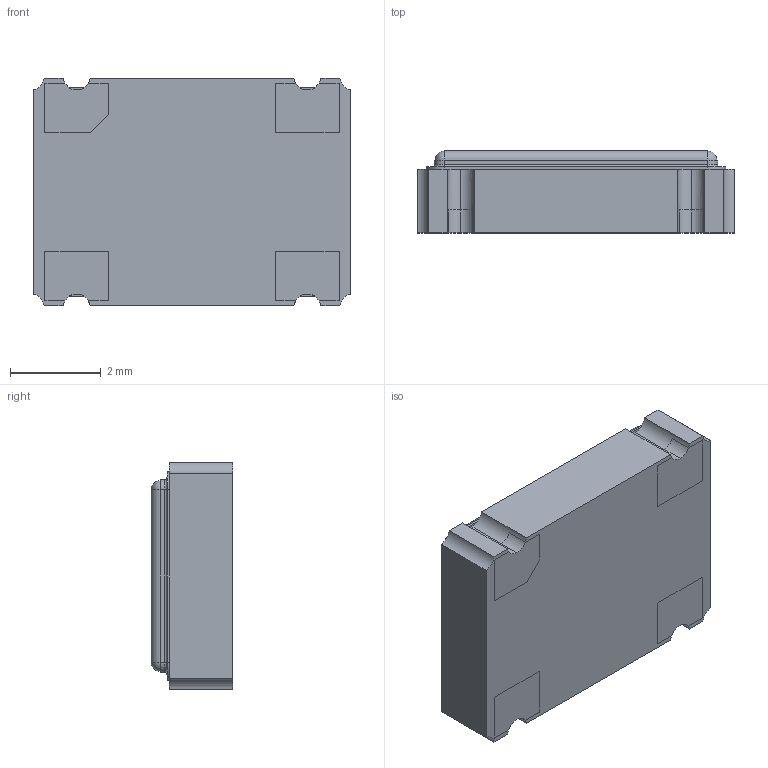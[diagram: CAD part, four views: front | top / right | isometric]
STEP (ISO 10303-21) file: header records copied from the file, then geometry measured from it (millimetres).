
FILE_DESCRIPTION (( 'STEP AP214' ), '1' );
FILE_NAME ('CB3LV-5I-25M0000.STEP', '2020-11-18T08:45:46', ( '' ), ( '' ), 'SwSTEP 2.0', 'SolidWorks 2017', '' );
FILE_SCHEMA (( 'AUTOMOTIVE_DESIGN' ));
Length unit declared in the file: millimetre
Products named in the file (1): CB3LV-5I-25M0000
Bounding box: 7 x 1.8 x 5 mm (x, y, z)
Volume: 58.6 mm3; surface area: 257.5 mm2
Topology: 8 solids, 8 shells, 141 faces, 350 edges, 224 vertices
Faces by surface type: plane 89, cylinder 44, torus 4, sphere 4
Entity records: 4237 total; most frequent: DIRECTION 730, CARTESIAN_POINT 712, ORIENTED_EDGE 692, EDGE_CURVE 346, LINE 246, VECTOR 246, AXIS2_PLACEMENT_3D 242, VERTEX_POINT 224
